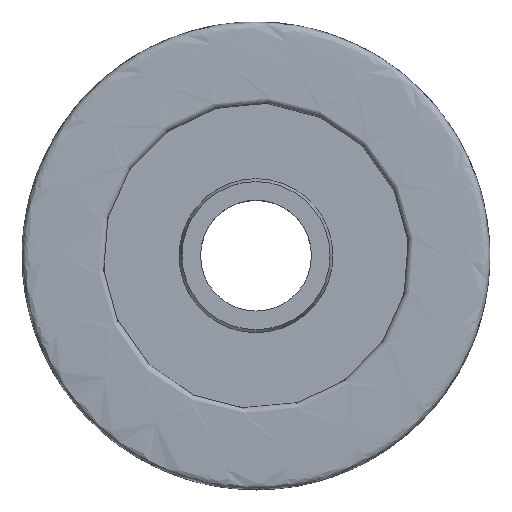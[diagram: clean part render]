
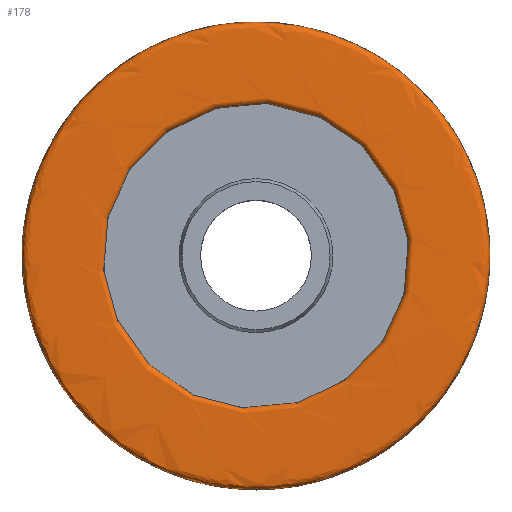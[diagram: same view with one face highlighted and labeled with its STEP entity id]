
A CAD part, top view. The second image highlights one B-rep face of the part: STEP entity #178.
In plain terms, the highlighted face is a revolution surface.
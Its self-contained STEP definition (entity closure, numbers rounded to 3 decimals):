
#143=(
BOUNDED_CURVE()
B_SPLINE_CURVE(3,(#1052,#1053,#1054,#1055,#1056,#1057,#1058,#1059,#1060,
#1061,#1062,#1063,#1064,#1065,#1066,#1067,#1068,#1069,#1070,#1071,#1072,
#1073,#1074,#1075,#1076),.UNSPECIFIED.,.T.,.F.)
B_SPLINE_CURVE_WITH_KNOTS((1,3,3,3,3,3,3,3,3,3,1),(-0.214,0.,
0.036,0.25,0.286,0.5,0.536,
0.75,0.786,1.,1.036),.UNSPECIFIED.)
CURVE()
GEOMETRIC_REPRESENTATION_ITEM()
RATIONAL_B_SPLINE_CURVE((0.584,0.472,0.472,
0.584,0.584,0.584,0.584,
0.472,0.472,0.584,0.584,0.584,
0.584,0.472,0.472,0.584,
0.584,0.584,0.584,0.472,
0.472,0.584,0.584,0.584,
0.584))
REPRESENTATION_ITEM('')
);
#146=VERTEX_LOOP('',#389);
#178=ADVANCED_FACE('',(#221),#208,.F.);
#208=SURFACE_OF_REVOLUTION('',#143,#212);
#212=AXIS1_PLACEMENT('',#1077,#767);
#221=FACE_BOUND('',#146,.T.);
#389=VERTEX_POINT('',#1051);
#767=DIRECTION('',(0.,0.,-1.));
#1051=CARTESIAN_POINT('',(-24.8,-27.206,-12.068));
#1052=CARTESIAN_POINT('',(-24.8,-27.206,-12.068));
#1053=CARTESIAN_POINT('',(-25.141,-27.812,-12.082));
#1054=CARTESIAN_POINT('',(-25.33,-28.284,-11.609));
#1055=CARTESIAN_POINT('',(-25.26,-28.351,-10.92));
#1056=CARTESIAN_POINT('',(-24.88,-28.709,-7.235));
#1057=CARTESIAN_POINT('',(-24.488,-29.044,-3.55));
#1058=CARTESIAN_POINT('',(-24.084,-29.356,0.137));
#1059=CARTESIAN_POINT('',(-24.008,-29.415,0.825));
#1060=CARTESIAN_POINT('',(-23.715,-29.031,1.326));
#1061=CARTESIAN_POINT('',(-23.373,-28.426,1.349));
#1062=CARTESIAN_POINT('',(-21.544,-25.188,1.475));
#1063=CARTESIAN_POINT('',(-19.717,-21.947,1.576));
#1064=CARTESIAN_POINT('',(-17.892,-18.704,1.651));
#1065=CARTESIAN_POINT('',(-17.552,-18.098,1.665));
#1066=CARTESIAN_POINT('',(-17.362,-17.626,1.191));
#1067=CARTESIAN_POINT('',(-17.433,-17.559,0.503));
#1068=CARTESIAN_POINT('',(-17.812,-17.201,-3.182));
#1069=CARTESIAN_POINT('',(-18.204,-16.866,-6.868));
#1070=CARTESIAN_POINT('',(-18.609,-16.553,-10.554));
#1071=CARTESIAN_POINT('',(-18.684,-16.495,-11.243));
#1072=CARTESIAN_POINT('',(-18.977,-16.879,-11.743));
#1073=CARTESIAN_POINT('',(-19.319,-17.484,-11.767));
#1074=CARTESIAN_POINT('',(-21.149,-20.722,-11.893));
#1075=CARTESIAN_POINT('',(-22.976,-23.963,-11.993));
#1076=CARTESIAN_POINT('',(-24.8,-27.206,-12.068));
#1077=CARTESIAN_POINT('',(0.,0.,0.));
